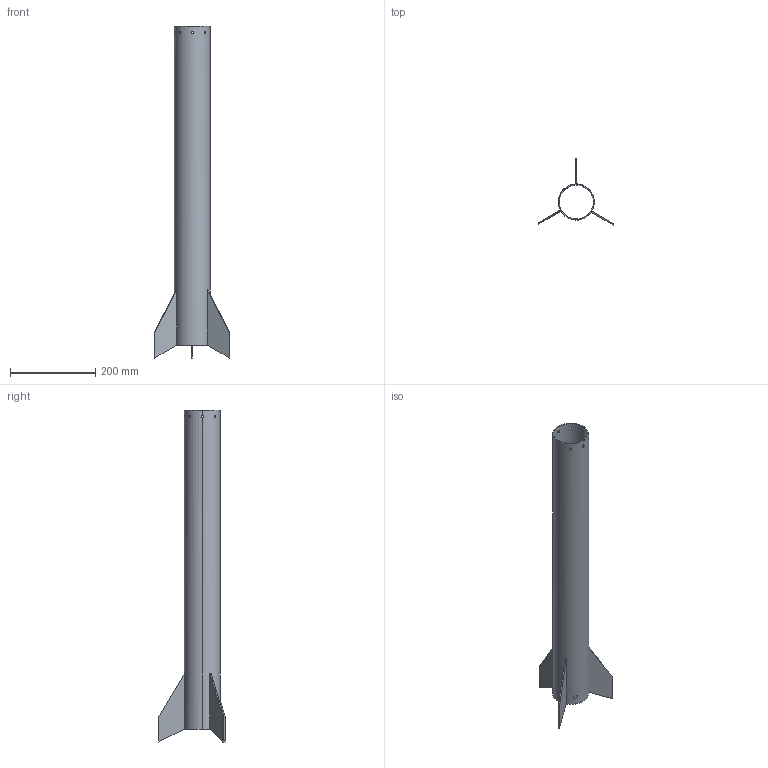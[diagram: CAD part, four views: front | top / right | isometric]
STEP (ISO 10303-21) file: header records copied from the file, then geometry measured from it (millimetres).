
FILE_DESCRIPTION (( 'STEP AP214' ), '1' );
FILE_NAME ('Tail Tube.STEP', '2023-02-07T13:14:46', ( 'HP' ), ( 'HP' ), 'SwSTEP 2.0', 'SolidWorks 2021', '' );
FILE_SCHEMA (( 'AUTOMOTIVE_DESIGN' ));
Length unit declared in the file: millimetre
Products named in the file (1): Tail Tube
Bounding box: 178.17 x 155.6 x 780.39 mm (x, y, z)
Volume: 437415.5 mm3; surface area: 422295.9 mm2
Topology: 1 solids, 1 shells, 69 faces, 177 edges, 110 vertices
Faces by surface type: cylinder 43, plane 26
Entity records: 3695 total; most frequent: CARTESIAN_POINT 1884, ORIENTED_EDGE 354, DIRECTION 291, EDGE_CURVE 177, VERTEX_POINT 110, AXIS2_PLACEMENT_3D 109, EDGE_LOOP 87, LINE 73
